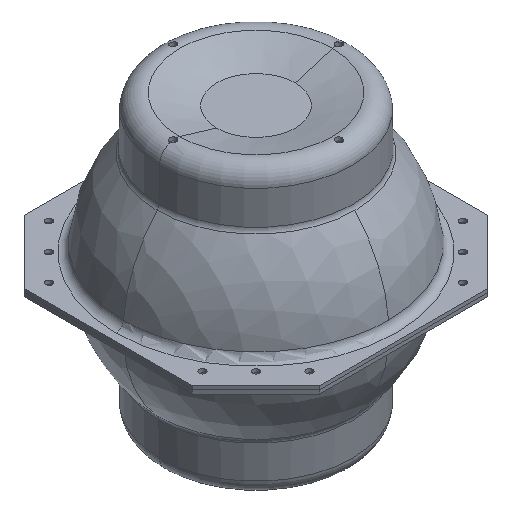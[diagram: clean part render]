
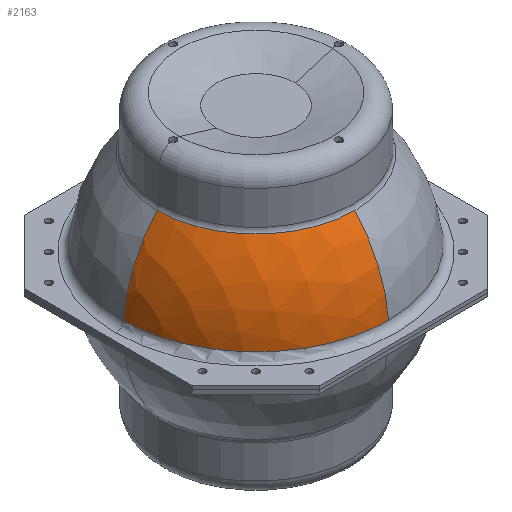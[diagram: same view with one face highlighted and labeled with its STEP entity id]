
A CAD part, isometric view. The second image highlights one B-rep face of the part: STEP entity #2163.
In plain terms, the highlighted spherical face has radius 225 mm.
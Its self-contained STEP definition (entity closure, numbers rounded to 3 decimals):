
#1890=AXIS2_PLACEMENT_3D('Circle Axis2P3D',#1888,#1889,$) ;
#1922=AXIS2_PLACEMENT_3D('Circle Axis2P3D',#1920,#1921,$) ;
#2104=AXIS2_PLACEMENT_3D('Sphere Axis2P3D',#2101,#2102,#2103) ;
#2108=AXIS2_PLACEMENT_3D('Circle Axis2P3D',#2106,#2107,$) ;
#1737=CARTESIAN_POINT('Vertex',(-167.353,0.,150.393)) ;
#1885=CARTESIAN_POINT('Vertex',(0.,-167.353,150.393)) ;
#1888=CARTESIAN_POINT('Axis2P3D Location',(0.,0.,150.393)) ;
#1917=CARTESIAN_POINT('Vertex',(-224.282,0.,17.962)) ;
#1920=CARTESIAN_POINT('Axis2P3D Location',(0.,0.,0.)) ;
#2101=CARTESIAN_POINT('Axis2P3D Location',(0.,0.,0.)) ;
#2106=CARTESIAN_POINT('Axis2P3D Location',(0.,0.,0.)) ;
#2110=CARTESIAN_POINT('Vertex',(0.,-224.282,17.962)) ;
#2114=CARTESIAN_POINT('Control Point',(-224.282,0.,17.962)) ;
#2115=CARTESIAN_POINT('Control Point',(-224.282,-1.394,17.962)) ;
#2116=CARTESIAN_POINT('Control Point',(-224.271,-2.788,17.962)) ;
#2117=CARTESIAN_POINT('Control Point',(-224.249,-4.214,17.962)) ;
#2118=CARTESIAN_POINT('Control Point',(-224.189,-6.863,17.962)) ;
#2119=CARTESIAN_POINT('Control Point',(-224.069,-9.907,17.962)) ;
#2120=CARTESIAN_POINT('Control Point',(-224.003,-11.33,17.962)) ;
#2121=CARTESIAN_POINT('Control Point',(-223.82,-14.7,17.962)) ;
#2122=CARTESIAN_POINT('Control Point',(-223.492,-19.033,17.962)) ;
#2123=CARTESIAN_POINT('Control Point',(-223.251,-21.745,17.962)) ;
#2124=CARTESIAN_POINT('Control Point',(-222.714,-27.099,17.962)) ;
#2125=CARTESIAN_POINT('Control Point',(-221.569,-34.997,17.962)) ;
#2126=CARTESIAN_POINT('Control Point',(-220.999,-38.541,17.962)) ;
#2127=CARTESIAN_POINT('Control Point',(-219.634,-45.941,17.962)) ;
#2128=CARTESIAN_POINT('Control Point',(-217.482,-55.054,17.962)) ;
#2129=CARTESIAN_POINT('Control Point',(-216.355,-59.376,17.962)) ;
#2130=CARTESIAN_POINT('Control Point',(-213.762,-68.313,17.962)) ;
#2131=CARTESIAN_POINT('Control Point',(-210.459,-77.76,17.962)) ;
#2132=CARTESIAN_POINT('Control Point',(-208.656,-82.491,17.962)) ;
#2133=CARTESIAN_POINT('Control Point',(-204.708,-92.002,17.962)) ;
#2134=CARTESIAN_POINT('Control Point',(-200.126,-101.458,17.962)) ;
#2135=CARTESIAN_POINT('Control Point',(-197.686,-106.133,17.962)) ;
#2136=CARTESIAN_POINT('Control Point',(-191.377,-117.406,17.962)) ;
#2137=CARTESIAN_POINT('Control Point',(-184.217,-128.281,17.962)) ;
#2138=CARTESIAN_POINT('Control Point',(-179.709,-134.52,17.962)) ;
#2139=CARTESIAN_POINT('Control Point',(-170.181,-146.591,17.962)) ;
#2140=CARTESIAN_POINT('Control Point',(-159.635,-157.822,17.962)) ;
#2141=CARTESIAN_POINT('Control Point',(-154.112,-163.224,17.962)) ;
#2142=CARTESIAN_POINT('Control Point',(-142.559,-173.579,17.962)) ;
#2143=CARTESIAN_POINT('Control Point',(-130.15,-182.903,17.962)) ;
#2144=CARTESIAN_POINT('Control Point',(-123.763,-187.282,17.962)) ;
#2145=CARTESIAN_POINT('Control Point',(-110.664,-195.458,17.962)) ;
#2146=CARTESIAN_POINT('Control Point',(-96.977,-202.451,17.962)) ;
#2147=CARTESIAN_POINT('Control Point',(-90.001,-205.646,17.962)) ;
#2148=CARTESIAN_POINT('Control Point',(-71.412,-213.221,17.962)) ;
#2149=CARTESIAN_POINT('Control Point',(-52.03,-218.695,17.962)) ;
#2150=CARTESIAN_POINT('Control Point',(-39.786,-221.261,17.962)) ;
#2151=CARTESIAN_POINT('Control Point',(-24.38,-223.367,17.962)) ;
#2152=CARTESIAN_POINT('Control Point',(-8.886,-224.135,17.962)) ;
#2153=CARTESIAN_POINT('Control Point',(-5.925,-224.233,17.962)) ;
#2154=CARTESIAN_POINT('Control Point',(-2.962,-224.282,17.962)) ;
#2155=CARTESIAN_POINT('Control Point',(0.,-224.282,17.962)) ;
#1889=DIRECTION('Axis2P3D Direction',(0.,0.,-1.)) ;
#1921=DIRECTION('Axis2P3D Direction',(0.,1.,0.)) ;
#2102=DIRECTION('Axis2P3D Direction',(-1.,-0.,0.)) ;
#2103=DIRECTION('Axis2P3D XDirection',(0.,0.,-1.)) ;
#2107=DIRECTION('Axis2P3D Direction',(-1.,-0.,0.)) ;
#2158=ORIENTED_EDGE('',*,*,#2112,.F.) ;
#2159=ORIENTED_EDGE('',*,*,#1892,.T.) ;
#2160=ORIENTED_EDGE('',*,*,#1924,.T.) ;
#2161=ORIENTED_EDGE('',*,*,#2156,.T.) ;
#2163=ADVANCED_FACE('#PartBody',(#2162),#2105,.T.) ;
#2113=B_SPLINE_CURVE_WITH_KNOTS('',5,(#2114,#2115,#2116,#2117,#2118,#2119,#2120,#2121,#2122,#2123,#2124,#2125,#2126,#2127,#2128,#2129,#2130,#2131,#2132,#2133,#2134,#2135,#2136,#2137,#2138,#2139,#2140,#2141,#2142,#2143,#2144,#2145,#2146,#2147,#2148,#2149,#2150,#2151,#2152,#2153,#2154,#2155),.UNSPECIFIED.,.F.,.U.,(6,3,3,3,3,3,3,3,3,3,3,3,3,6),(0.,87.599,154.951,232.816,282.001,320.985,358.783,396.581,451.446,506.31,561.152,615.993,704.729,725.676),.UNSPECIFIED.) ;
#1891=CIRCLE('generated circle',#1890,167.353) ;
#1923=CIRCLE('generated circle',#1922,225.) ;
#2109=CIRCLE('generated circle',#2108,225.) ;
#1892=EDGE_CURVE('',#1886,#1738,#1891,.T.) ;
#1924=EDGE_CURVE('',#1738,#1918,#1923,.F.) ;
#2112=EDGE_CURVE('',#1886,#2111,#2109,.F.) ;
#2156=EDGE_CURVE('',#1918,#2111,#2113,.T.) ;
#2157=EDGE_LOOP('',(#2158,#2159,#2160,#2161)) ;
#2162=FACE_OUTER_BOUND('',#2157,.T.) ;
#2105=SPHERICAL_SURFACE('',#2104,225.) ;
#1738=VERTEX_POINT('',#1737) ;
#1886=VERTEX_POINT('',#1885) ;
#1918=VERTEX_POINT('',#1917) ;
#2111=VERTEX_POINT('',#2110) ;
